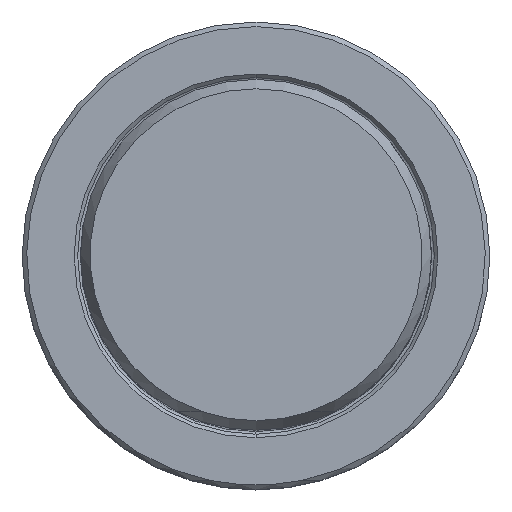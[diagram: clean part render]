
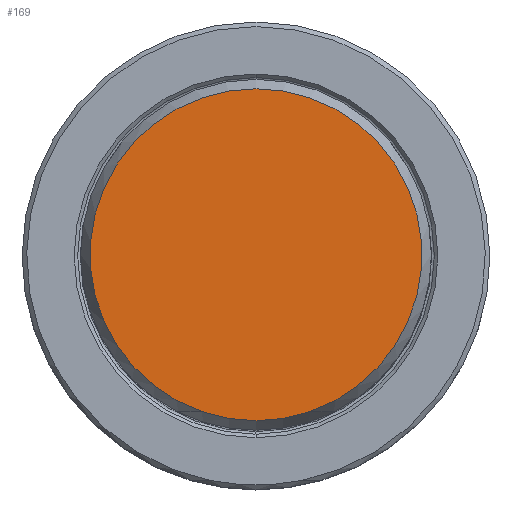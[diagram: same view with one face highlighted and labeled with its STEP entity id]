
A CAD part, top view. The second image highlights one B-rep face of the part: STEP entity #169.
In plain terms, the highlighted planar face has unit normal (0, 0, 1).
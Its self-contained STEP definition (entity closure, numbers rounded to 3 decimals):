
#35=PLANE('',#1263);
#169=ADVANCED_FACE('',(#249),#35,.F.);
#249=FACE_OUTER_BOUND('',#315,.T.);
#315=EDGE_LOOP('',(#578,#579,#580));
#578=ORIENTED_EDGE('',*,*,#803,.F.);
#579=ORIENTED_EDGE('',*,*,#800,.F.);
#580=ORIENTED_EDGE('',*,*,#799,.F.);
#665=VERTEX_POINT('',#2469);
#666=VERTEX_POINT('',#2470);
#667=VERTEX_POINT('',#2472);
#799=EDGE_CURVE('',#665,#666,#941,.T.);
#800=EDGE_CURVE('',#666,#667,#942,.T.);
#803=EDGE_CURVE('',#667,#665,#943,.T.);
#941=CIRCLE('',#1258,18.022);
#942=CIRCLE('',#1259,18.022);
#943=CIRCLE('',#1261,18.022);
#1258=AXIS2_PLACEMENT_3D('',#2468,#1580,#1581);
#1259=AXIS2_PLACEMENT_3D('',#2471,#1582,#1583);
#1261=AXIS2_PLACEMENT_3D('',#2482,#1586,#1587);
#1263=AXIS2_PLACEMENT_3D('',#2484,#1590,#1591);
#1580=DIRECTION('',(0.,0.,-1.));
#1581=DIRECTION('',(-0.324,-0.946,0.));
#1582=DIRECTION('',(0.,0.,-1.));
#1583=DIRECTION('',(0.,1.,0.));
#1586=DIRECTION('',(0.,0.,-1.));
#1587=DIRECTION('',(0.324,-0.946,0.));
#1590=DIRECTION('',(0.,0.,-1.));
#1591=DIRECTION('',(-1.,0.,0.));
#2468=CARTESIAN_POINT('',(0.,0.,69.85));
#2469=CARTESIAN_POINT('',(-5.839,-17.05,69.85));
#2470=CARTESIAN_POINT('',(0.,18.022,69.85));
#2471=CARTESIAN_POINT('',(0.,0.,69.85));
#2472=CARTESIAN_POINT('',(5.839,-17.05,69.85));
#2482=CARTESIAN_POINT('',(0.,0.,69.85));
#2484=CARTESIAN_POINT('',(0.,0.,69.85));
